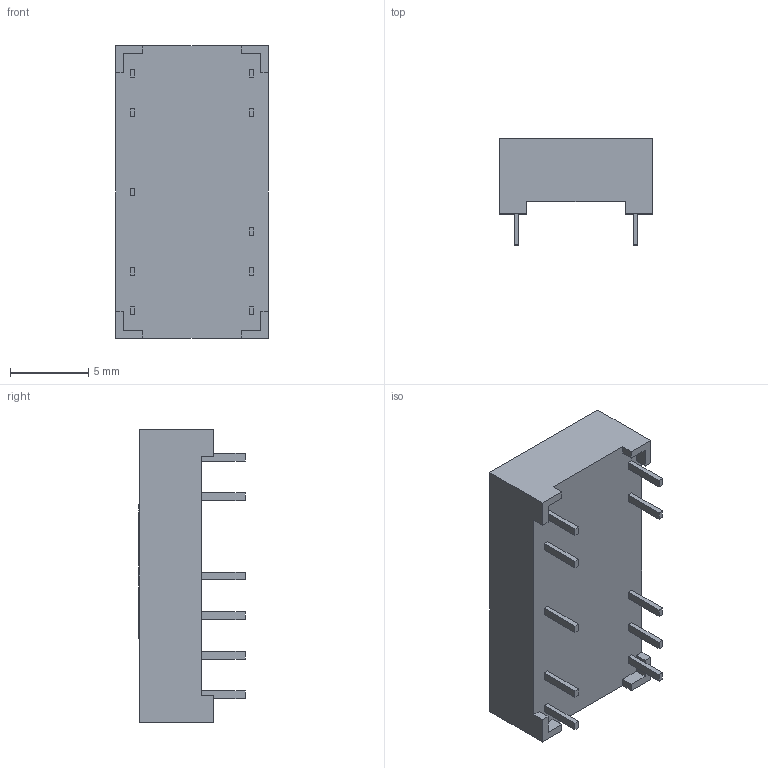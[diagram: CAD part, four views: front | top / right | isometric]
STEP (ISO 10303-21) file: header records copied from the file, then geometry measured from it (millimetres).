
FILE_DESCRIPTION(/* description */ (''),/* implementation_level */ '2;1');
FILE_NAME(/* name */ '7-Segment Display (MAN74A).step',/* time_stamp */ '2019-02-24T01:37:27+11:00',/* author */ ('austfox'),/* organization */ (''),/* preprocessor_version */ 'ST-DEVELOPER v17.2',/* originating_system */ 'Autodesk Translation Framework v7.6.0.251',/* authorisation */ '');
FILE_SCHEMA (('AUTOMOTIVE_DESIGN { 1 0 10303 214 3 1 1 }'));
Length unit declared in the file: millimetre
Products named in the file (1): 7-Segment Display (MAN74A)
Bounding box: 9.8 x 6.81 x 18.75 mm (x, y, z)
Volume: 744.5 mm3; surface area: 715.2 mm2
Topology: 19 solids, 19 shells, 131 faces, 279 edges, 186 vertices
Faces by surface type: plane 130, cylinder 1
Full cylindrical faces by diameter (mm): 1.2 x1
Entity records: 3492 total; most frequent: CARTESIAN_POINT 597, ORIENTED_EDGE 558, DIRECTION 545, EDGE_CURVE 279, LINE 277, VECTOR 277, VERTEX_POINT 186, AXIS2_PLACEMENT_3D 134
